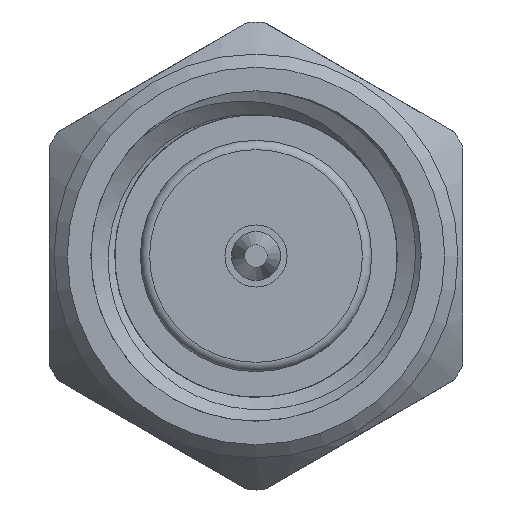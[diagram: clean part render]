
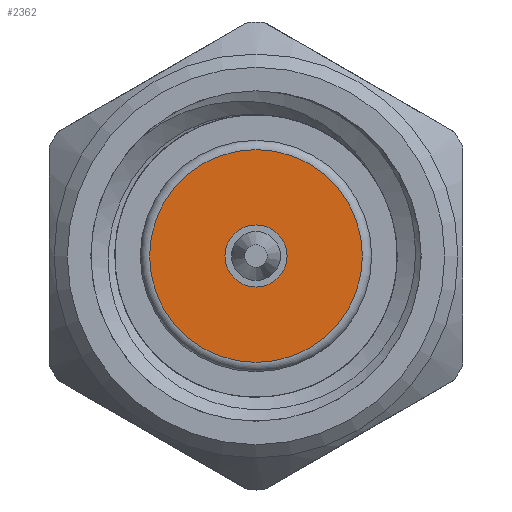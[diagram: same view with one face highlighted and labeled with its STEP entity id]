
A CAD part, left-side view. The second image highlights one B-rep face of the part: STEP entity #2362.
In plain terms, the highlighted planar face has unit normal (-1, 0, 0).
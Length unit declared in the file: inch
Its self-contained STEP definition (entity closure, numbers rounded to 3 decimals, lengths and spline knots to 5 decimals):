
#118 = EDGE_CURVE ( 'NONE', #3724, #3724, #3422, .T. ) ;
#268 = DIRECTION ( 'NONE',  ( 0., 0., -1. ) ) ;
#294 = DIRECTION ( 'NONE',  ( 1., 0., 0. ) ) ;
#979 = CARTESIAN_POINT ( 'NONE',  ( 0.1, 0., -0.0235 ) ) ;
#1090 = FACE_OUTER_BOUND ( 'NONE', #2783, .T. ) ;
#1390 = DIRECTION ( 'NONE',  ( -1., 0., 0. ) ) ;
#1629 = PLANE ( 'NONE',  #3303 ) ;
#1641 = DIRECTION ( 'NONE',  ( -1., 0., 0. ) ) ;
#1872 = AXIS2_PLACEMENT_3D ( 'NONE', #3994, #1390, #3030 ) ;
#1929 = FACE_BOUND ( 'NONE', #3984, .T. ) ;
#1948 = ORIENTED_EDGE ( 'NONE', *, *, #2358, .F. ) ;
#1973 = CARTESIAN_POINT ( 'NONE',  ( 0.1, 0., 0. ) ) ;
#2338 = AXIS2_PLACEMENT_3D ( 'NONE', #4303, #1641, #3931 ) ;
#2358 = EDGE_CURVE ( 'NONE', #3219, #3219, #3694, .T. ) ;
#2362 = ADVANCED_FACE ( 'NONE', ( #1090, #1929 ), #1629, .F. ) ;
#2783 = EDGE_LOOP ( 'NONE', ( #4063 ) ) ;
#3030 = DIRECTION ( 'NONE',  ( 0., 0., -1. ) ) ;
#3219 = VERTEX_POINT ( 'NONE', #979 ) ;
#3303 = AXIS2_PLACEMENT_3D ( 'NONE', #1973, #294, #268 ) ;
#3305 = CARTESIAN_POINT ( 'NONE',  ( 0.1, 0., -0.0805 ) ) ;
#3422 = CIRCLE ( 'NONE', #1872, 0.0805 ) ;
#3694 = CIRCLE ( 'NONE', #2338, 0.0235 ) ;
#3724 = VERTEX_POINT ( 'NONE', #3305 ) ;
#3931 = DIRECTION ( 'NONE',  ( 0., 0., -1. ) ) ;
#3984 = EDGE_LOOP ( 'NONE', ( #1948 ) ) ;
#3994 = CARTESIAN_POINT ( 'NONE',  ( 0.1, 0., 0. ) ) ;
#4063 = ORIENTED_EDGE ( 'NONE', *, *, #118, .T. ) ;
#4303 = CARTESIAN_POINT ( 'NONE',  ( 0.1, 0., 0. ) ) ;
